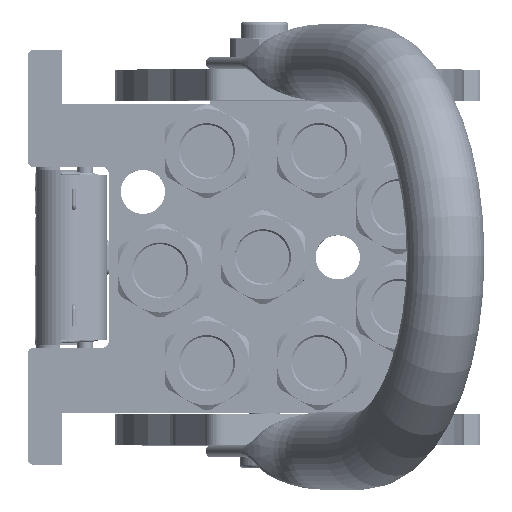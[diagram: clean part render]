
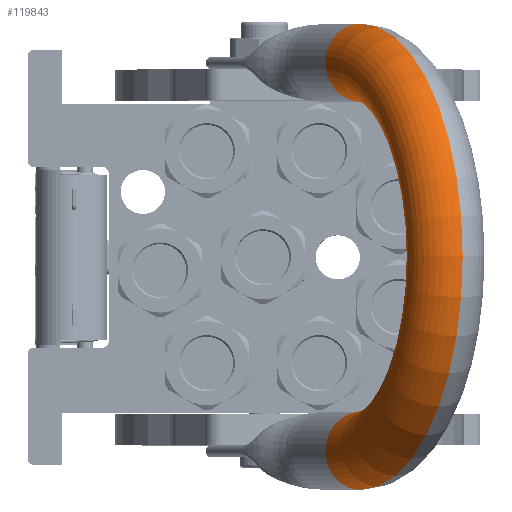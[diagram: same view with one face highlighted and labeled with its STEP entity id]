
A CAD part, top view. The second image highlights one B-rep face of the part: STEP entity #119843.
In plain terms, the highlighted toroidal (fillet/blend) face has major radius 62.25 mm and minor radius 12.5 mm.
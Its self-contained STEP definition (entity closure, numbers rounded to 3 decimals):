
#4692 = VERTEX_POINT ( 'NONE', #47171 ) ;
#8008 = CARTESIAN_POINT ( 'NONE',  ( 0., 0., 25.25 ) ) ;
#11049 = VERTEX_POINT ( 'NONE', #97060 ) ;
#12785 = ORIENTED_EDGE ( 'NONE', *, *, #80383, .T. ) ;
#14153 = ORIENTED_EDGE ( 'NONE', *, *, #88993, .F. ) ;
#14558 = DIRECTION ( 'NONE',  ( 0., 1., 0. ) ) ;
#15087 = CIRCLE ( 'NONE', #116859, 49.75 ) ;
#17976 = DIRECTION ( 'NONE',  ( 0., 1., 0. ) ) ;
#26611 = VERTEX_POINT ( 'NONE', #40573 ) ;
#32551 = CARTESIAN_POINT ( 'NONE',  ( 0., 0., 25.25 ) ) ;
#34759 = DIRECTION ( 'NONE',  ( -1., 0., 0. ) ) ;
#40573 = CARTESIAN_POINT ( 'NONE',  ( 49.75, 0., 25.25 ) ) ;
#41252 = EDGE_CURVE ( 'NONE', #42751, #26611, #49884, .T. ) ;
#41753 = FACE_OUTER_BOUND ( 'NONE', #117214, .T. ) ;
#42247 = CIRCLE ( 'NONE', #90475, 74.75 ) ;
#42751 = VERTEX_POINT ( 'NONE', #55212 ) ;
#43130 = AXIS2_PLACEMENT_3D ( 'NONE', #62772, #73995, #110945 ) ;
#44028 = CIRCLE ( 'NONE', #85279, 12.5 ) ;
#47171 = CARTESIAN_POINT ( 'NONE',  ( -49.75, 0., 25.25 ) ) ;
#49884 = CIRCLE ( 'NONE', #43130, 12.5 ) ;
#55212 = CARTESIAN_POINT ( 'NONE',  ( 74.75, 0., 25.25 ) ) ;
#61597 = AXIS2_PLACEMENT_3D ( 'NONE', #8008, #17976, #75260 ) ;
#62772 = CARTESIAN_POINT ( 'NONE',  ( 62.25, 0., 25.25 ) ) ;
#64648 = CARTESIAN_POINT ( 'NONE',  ( -62.25, 0., 25.25 ) ) ;
#66425 = ORIENTED_EDGE ( 'NONE', *, *, #41252, .F. ) ;
#71038 = DIRECTION ( 'NONE',  ( -1., 0., 0. ) ) ;
#73995 = DIRECTION ( 'NONE',  ( 0., 0., -1. ) ) ;
#75260 = DIRECTION ( 'NONE',  ( 1., 0., 0. ) ) ;
#80383 = EDGE_CURVE ( 'NONE', #11049, #4692, #44028, .T. ) ;
#85279 = AXIS2_PLACEMENT_3D ( 'NONE', #64648, #91632, #34759 ) ;
#88993 = EDGE_CURVE ( 'NONE', #11049, #42751, #42247, .T. ) ;
#90191 = DIRECTION ( 'NONE',  ( 0., 1., 0. ) ) ;
#90475 = AXIS2_PLACEMENT_3D ( 'NONE', #105586, #14558, #71038 ) ;
#91632 = DIRECTION ( 'NONE',  ( 0., 0., 1. ) ) ;
#91848 = EDGE_CURVE ( 'NONE', #4692, #26611, #15087, .T. ) ;
#97060 = CARTESIAN_POINT ( 'NONE',  ( -74.75, 0., 25.25 ) ) ;
#98997 = DIRECTION ( 'NONE',  ( -1., 0., 0. ) ) ;
#99695 = TOROIDAL_SURFACE ( 'NONE', #61597, 62.25, 12.5 ) ;
#101790 = ORIENTED_EDGE ( 'NONE', *, *, #91848, .T. ) ;
#105586 = CARTESIAN_POINT ( 'NONE',  ( 0., 0., 25.25 ) ) ;
#110945 = DIRECTION ( 'NONE',  ( 1., 0., 0. ) ) ;
#116859 = AXIS2_PLACEMENT_3D ( 'NONE', #32551, #90191, #98997 ) ;
#117214 = EDGE_LOOP ( 'NONE', ( #101790, #66425, #14153, #12785 ) ) ;
#119843 = ADVANCED_FACE ( 'NONE', ( #41753 ), #99695, .T. ) ;
